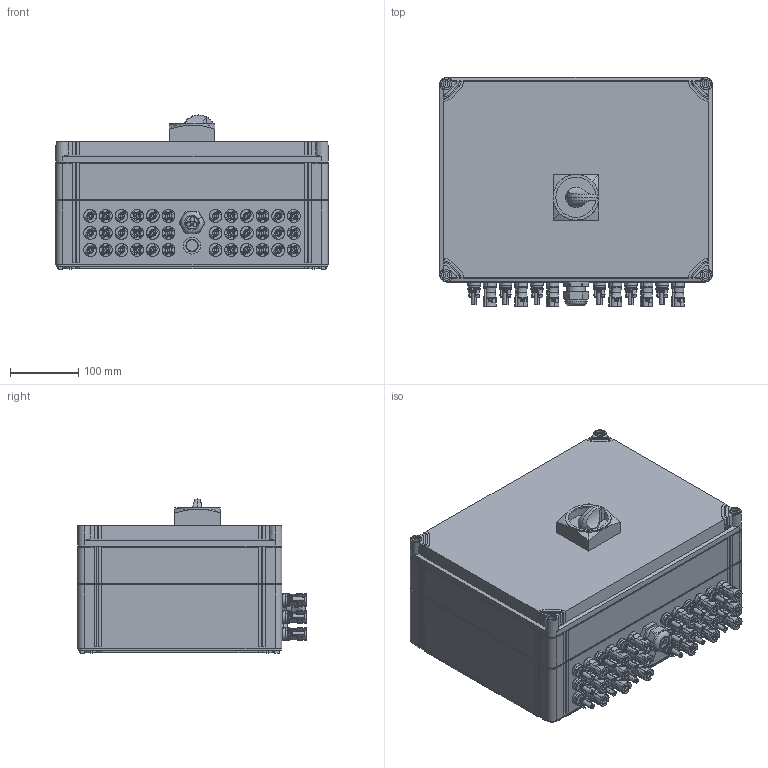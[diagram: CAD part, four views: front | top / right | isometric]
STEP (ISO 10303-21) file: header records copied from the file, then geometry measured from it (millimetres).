
FILE_DESCRIPTION(('CATIA V5 STEP Exchange','CAx-IF Rec.Pracs.--- Model Styling and Organization---1.5--- 2016-08-15','CAx-IF Rec.Pracs.---Supplemental Geometry---1.0---2011-11-01','CAx-IF Rec.Pracs.--- Composite Materials ---1.1---2010-07-15'),'2;1');
FILE_NAME ('D1655740_0', '2025-05-06T08:08:55+00:00', ('none'), ('Weidmueller'), 'CATIA Version 5-6 Release 2022 SP4 HF5', 'CATIA V5 STEP AP214 v3', 'none');
FILE_SCHEMA(('AUTOMOTIVE_DESIGN { 1 0 10303 214 1 1 1 1 }'));
Products named in the file (1): S3D_PVN_DC_3I_3O_3MPP_SW_SPD1R_EVO
Bounding box: 400 x 336.02 x 226.2 mm (x, y, z)
Volume: 22276292.2 mm3; surface area: 640860.1 mm2
Topology: 1 solids, 1 shells, 3318 faces, 10574 edges, 7496 vertices
Faces by surface type: plane 1429, cylinder 1041, torus 402, bspline 322, cone 72, extrusion 48, revolution 2, sphere 2
Entity records: 147134 total; most frequent: CARTESIAN_POINT 58659, ORIENTED_EDGE 21144, DIRECTION 12076, EDGE_CURVE 10572, VERTEX_POINT 7496, AXIS2_PLACEMENT_3D 5526, VECTOR 4140, LINE 4092
